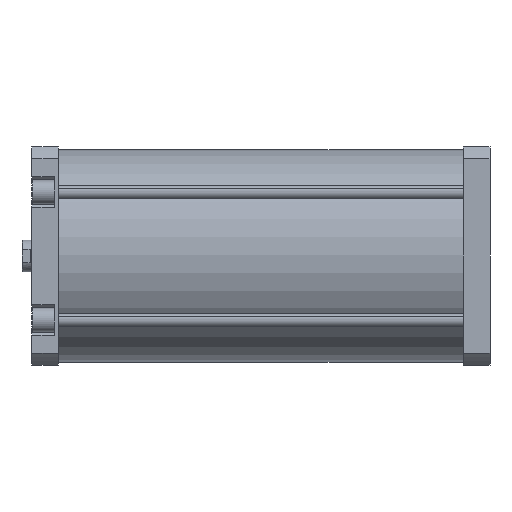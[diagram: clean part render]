
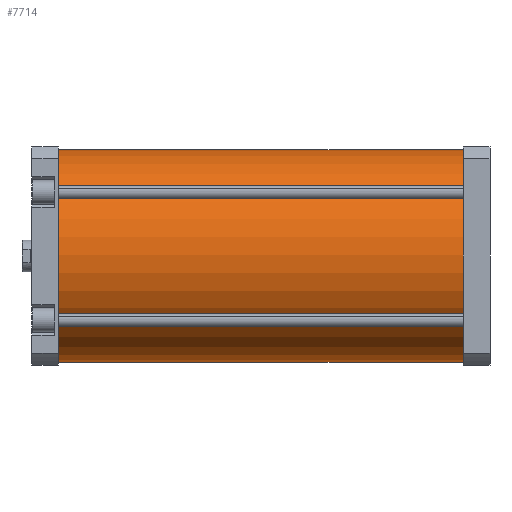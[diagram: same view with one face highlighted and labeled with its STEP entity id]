
A CAD part, front view. The second image highlights one B-rep face of the part: STEP entity #7714.
In plain terms, the highlighted cylindrical face has radius 131 mm (diameter 262 mm), a partial arc.
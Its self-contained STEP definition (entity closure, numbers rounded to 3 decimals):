
#675 = EDGE_CURVE ( 'NONE', #5594, #5595, #3842, .T. ) ;
#676 = EDGE_CURVE ( 'NONE', #5592, #5594, #3841, .T. ) ;
#677 = EDGE_CURVE ( 'NONE', #5592, #5593, #3845, .T. ) ;
#678 = EDGE_CURVE ( 'NONE', #5593, #5595, #3844, .T. ) ;
#1333 = FACE_OUTER_BOUND ( 'NONE', #6645, .T. ) ;
#1337 = CYLINDRICAL_SURFACE ( 'NONE', #3056, 131. ) ;
#1757 = CARTESIAN_POINT ( 'NONE',  ( 131., 0., 500. ) ) ;
#1758 = CARTESIAN_POINT ( 'NONE',  ( -131., 0., 500. ) ) ;
#1759 = CARTESIAN_POINT ( 'NONE',  ( 131., 0., 0. ) ) ;
#1760 = CARTESIAN_POINT ( 'NONE',  ( -131., 0., 0. ) ) ;
#1947 = DIRECTION ( 'NONE',  ( 0., 0., -1. ) ) ;
#1950 = DIRECTION ( 'NONE',  ( -1., 0., 0. ) ) ;
#1959 = CARTESIAN_POINT ( 'NONE',  ( 0., 0., 500. ) ) ;
#2749 = AXIS2_PLACEMENT_3D ( 'NONE', #4491, #4492, #4493 ) ;
#2752 = AXIS2_PLACEMENT_3D ( 'NONE', #4494, #4496, #4497 ) ;
#3056 = AXIS2_PLACEMENT_3D ( 'NONE', #1959, #1947, #1950 ) ;
#3837 = VECTOR ( 'NONE', #4499, 1000. ) ;
#3839 = VECTOR ( 'NONE', #4495, 1000. ) ;
#3841 = LINE ( 'NONE', #4488, #3839 ) ;
#3842 = CIRCLE ( 'NONE', #2749, 131. ) ;
#3844 = LINE ( 'NONE', #4483, #3837 ) ;
#3845 = CIRCLE ( 'NONE', #2752, 131. ) ;
#4483 = CARTESIAN_POINT ( 'NONE',  ( -131., 0., 500. ) ) ;
#4488 = CARTESIAN_POINT ( 'NONE',  ( 131., 0., 500. ) ) ;
#4491 = CARTESIAN_POINT ( 'NONE',  ( 0., 0., 0. ) ) ;
#4492 = DIRECTION ( 'NONE',  ( 0., 0., 1. ) ) ;
#4493 = DIRECTION ( 'NONE',  ( 1., 0., 0. ) ) ;
#4494 = CARTESIAN_POINT ( 'NONE',  ( 0., 0., 500. ) ) ;
#4495 = DIRECTION ( 'NONE',  ( 0., 0., -1. ) ) ;
#4496 = DIRECTION ( 'NONE',  ( 0., 0., 1. ) ) ;
#4497 = DIRECTION ( 'NONE',  ( 1., 0., 0. ) ) ;
#4499 = DIRECTION ( 'NONE',  ( 0., 0., -1. ) ) ;
#5592 = VERTEX_POINT ( 'NONE', #1757 ) ;
#5593 = VERTEX_POINT ( 'NONE', #1758 ) ;
#5594 = VERTEX_POINT ( 'NONE', #1759 ) ;
#5595 = VERTEX_POINT ( 'NONE', #1760 ) ;
#6645 = EDGE_LOOP ( 'NONE', ( #7040, #7039, #7038, #7037 ) ) ;
#7037 = ORIENTED_EDGE ( 'NONE', *, *, #678, .F. ) ;
#7038 = ORIENTED_EDGE ( 'NONE', *, *, #675, .T. ) ;
#7039 = ORIENTED_EDGE ( 'NONE', *, *, #676, .T. ) ;
#7040 = ORIENTED_EDGE ( 'NONE', *, *, #677, .F. ) ;
#7714 = ADVANCED_FACE ( 'NONE', ( #1333 ), #1337, .T. ) ;
